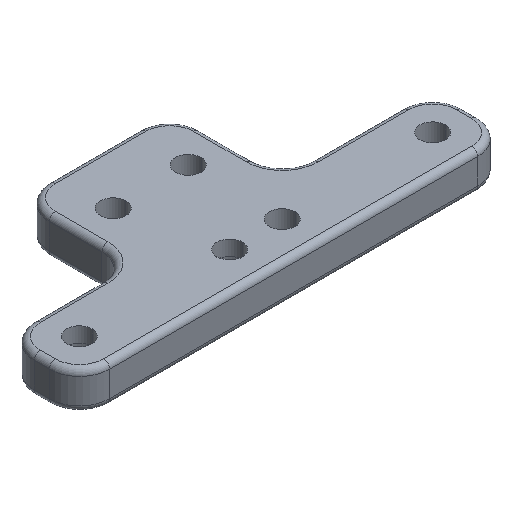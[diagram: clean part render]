
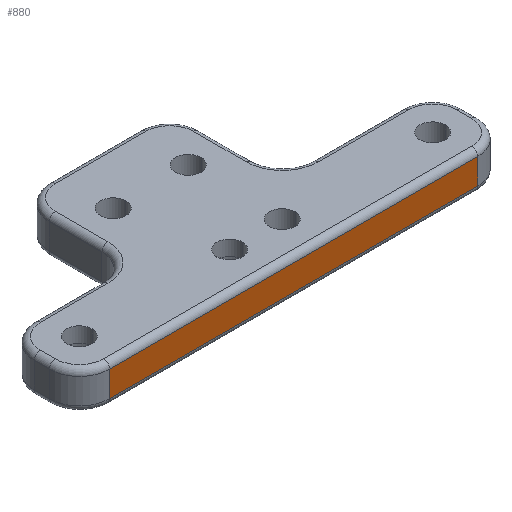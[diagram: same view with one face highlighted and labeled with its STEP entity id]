
A CAD part, isometric view. The second image highlights one B-rep face of the part: STEP entity #880.
In plain terms, the highlighted planar face has unit normal (0, -1, 0).
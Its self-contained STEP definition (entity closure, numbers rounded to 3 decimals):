
#5 = VECTOR ( 'NONE', #1097, 1000. ) ;
#6 = DIRECTION ( 'NONE',  ( 0., 0., 1. ) ) ;
#115 = VERTEX_POINT ( 'NONE', #1362 ) ;
#118 = LINE ( 'NONE', #1381, #779 ) ;
#178 = VERTEX_POINT ( 'NONE', #1391 ) ;
#240 = VERTEX_POINT ( 'NONE', #493 ) ;
#275 = AXIS2_PLACEMENT_3D ( 'NONE', #1727, #1829, #6 ) ;
#327 = LINE ( 'NONE', #1273, #5 ) ;
#380 = EDGE_CURVE ( 'NONE', #240, #178, #1640, .T. ) ;
#389 = CARTESIAN_POINT ( 'NONE',  ( -13., 0., 4.2 ) ) ;
#405 = CARTESIAN_POINT ( 'NONE',  ( 36., 0., 0.8 ) ) ;
#443 = VERTEX_POINT ( 'NONE', #405 ) ;
#493 = CARTESIAN_POINT ( 'NONE',  ( 36., 0., 4.2 ) ) ;
#644 = DIRECTION ( 'NONE',  ( 1., 0., 0. ) ) ;
#779 = VECTOR ( 'NONE', #1979, 1000. ) ;
#798 = LINE ( 'NONE', #2018, #1900 ) ;
#828 = FACE_OUTER_BOUND ( 'NONE', #924, .T. ) ;
#880 = ADVANCED_FACE ( 'NONE', ( #828 ), #1985, .F. ) ;
#924 = EDGE_LOOP ( 'NONE', ( #1585, #1232, #1884, #1578 ) ) ;
#1097 = DIRECTION ( 'NONE',  ( 0., 0., -1. ) ) ;
#1204 = VECTOR ( 'NONE', #1482, 1000. ) ;
#1232 = ORIENTED_EDGE ( 'NONE', *, *, #1719, .T. ) ;
#1273 = CARTESIAN_POINT ( 'NONE',  ( -13., 0., 0. ) ) ;
#1362 = CARTESIAN_POINT ( 'NONE',  ( -13., 0., 0.8 ) ) ;
#1381 = CARTESIAN_POINT ( 'NONE',  ( 36., 0., 5. ) ) ;
#1391 = CARTESIAN_POINT ( 'NONE',  ( -13., 0., 4.2 ) ) ;
#1482 = DIRECTION ( 'NONE',  ( -1., 0., 0. ) ) ;
#1576 = EDGE_CURVE ( 'NONE', #443, #240, #118, .T. ) ;
#1578 = ORIENTED_EDGE ( 'NONE', *, *, #380, .T. ) ;
#1585 = ORIENTED_EDGE ( 'NONE', *, *, #2017, .T. ) ;
#1640 = LINE ( 'NONE', #389, #1204 ) ;
#1719 = EDGE_CURVE ( 'NONE', #115, #443, #798, .T. ) ;
#1727 = CARTESIAN_POINT ( 'NONE',  ( 0., 0., 5. ) ) ;
#1829 = DIRECTION ( 'NONE',  ( 0., 1., 0. ) ) ;
#1884 = ORIENTED_EDGE ( 'NONE', *, *, #1576, .T. ) ;
#1900 = VECTOR ( 'NONE', #644, 1000. ) ;
#1979 = DIRECTION ( 'NONE',  ( 0., 0., 1. ) ) ;
#1985 = PLANE ( 'NONE',  #275 ) ;
#2017 = EDGE_CURVE ( 'NONE', #178, #115, #327, .T. ) ;
#2018 = CARTESIAN_POINT ( 'NONE',  ( 0., 0., 0.8 ) ) ;
